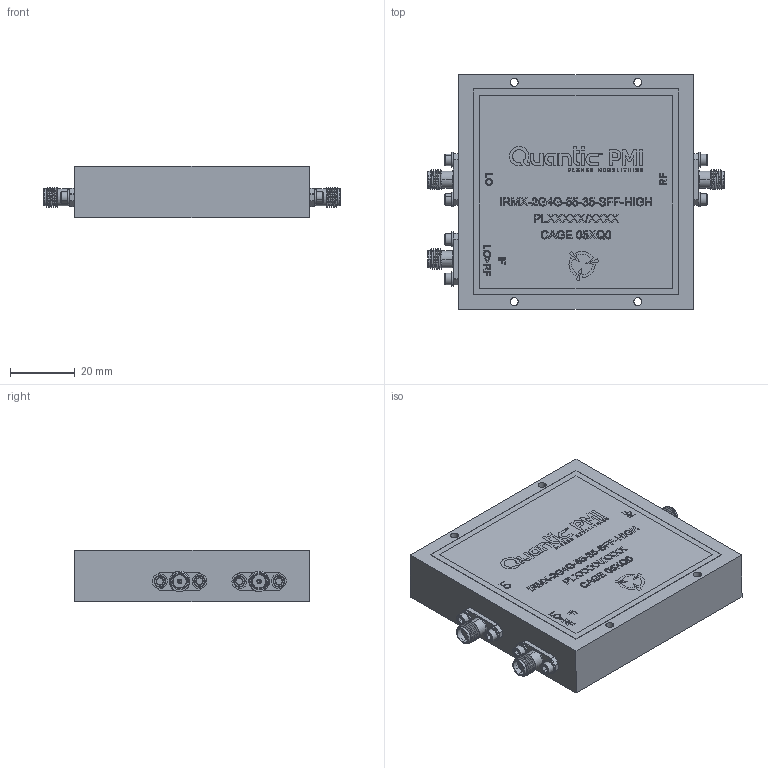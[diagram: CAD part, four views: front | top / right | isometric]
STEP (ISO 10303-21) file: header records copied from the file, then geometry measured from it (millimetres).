
FILE_DESCRIPTION (( 'STEP AP214' ), '1' );
FILE_NAME ('IRMX-2G4G-55-35-SFF-HIGH Assembly - VP.STEP', '2025-01-14T21:12:41', ( '' ), ( '' ), 'SwSTEP 2.0', 'SolidWorks 2024', '' );
FILE_SCHEMA (( 'AUTOMOTIVE_DESIGN' ));
Length unit declared in the file: inch
Products named in the file (6): PL256-SH3_16CS SOCKET HEAD CAP SCREW MDH_92196A076; IRMX-2G4G-55-35-SFF-HIGH Assembly - VP; PL80-021 SMA 12-Mil-Pin .625 FLANG .481 MOUNT CONNECTOR SPU_With 0.125 screws lenght; IRMX-2G4G-55-35-SFF-HIGH Base - VP; IRMX-2G4G-55-35-SFF-HIGH Label - VP; PL256-SW 2-56 Split Lock Washer (UNBENT) EMP
Assembly tree (17 placements, depth 2):
  IRMX-2G4G-55-35-SFF-HIGH Assembly - VP
    IRMX-2G4G-55-35-SFF-HIGH Base - VP
    PL80-021 SMA 12-Mil-Pin .625 FLANG .481 MOUNT CONNECTOR SPU_With 0.125 screws lenght  x3
    PL256-SH3_16CS SOCKET HEAD CAP SCREW MDH_92196A076  x6
    PL256-SW 2-56 Split Lock Washer (UNBENT) EMP  x6
    IRMX-2G4G-55-35-SFF-HIGH Label - VP
Bounding box: 91.44 x 72.39 x 16 mm (x, y, z)
Volume: 84458.5 mm3; surface area: 25770.7 mm2
Topology: 17 solids, 17 shells, 758 faces, 2535 edges, 1898 vertices
Faces by surface type: plane 267, cylinder 221, torus 120, cone 90, sphere 48, bspline 12
Entity records: 24320 total; most frequent: CARTESIAN_POINT 8057, ORIENTED_EDGE 3112, DIRECTION 1966, EDGE_CURVE 1556, VERTEX_POINT 1380, VECTOR 862, LINE 862, AXIS2_PLACEMENT_3D 552
